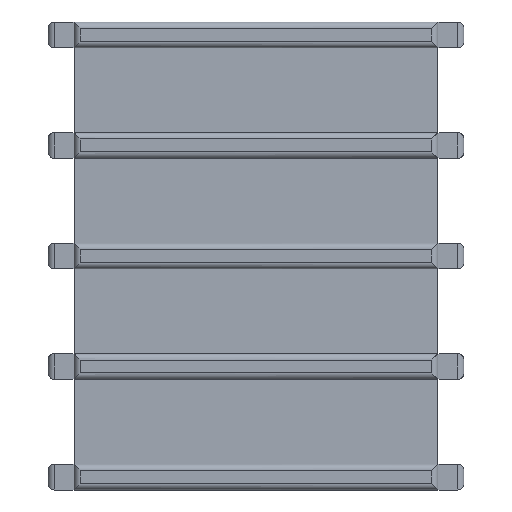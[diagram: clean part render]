
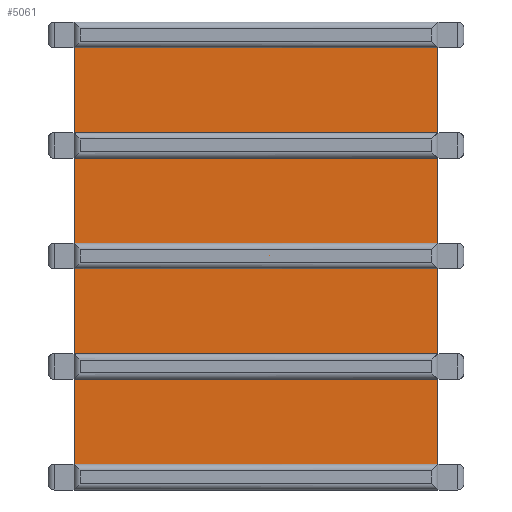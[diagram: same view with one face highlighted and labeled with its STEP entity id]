
A CAD part, left-side view. The second image highlights one B-rep face of the part: STEP entity #5061.
In plain terms, the highlighted planar face has unit normal (-1, 0, 0).
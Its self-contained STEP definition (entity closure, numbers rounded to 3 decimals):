
#483=FACE_OUTER_BOUND('',#819,.T.);
#819=EDGE_LOOP('',(#3447,#3448,#3449,#3450));
#1235=LINE('',#7544,#1759);
#1236=LINE('',#7546,#1760);
#1237=LINE('',#7548,#1761);
#1238=LINE('',#7549,#1762);
#1759=VECTOR('',#5982,10.);
#1760=VECTOR('',#5983,10.);
#1761=VECTOR('',#5984,10.);
#1762=VECTOR('',#5985,10.);
#2279=VERTEX_POINT('',#7542);
#2280=VERTEX_POINT('',#7543);
#2281=VERTEX_POINT('',#7545);
#2282=VERTEX_POINT('',#7547);
#2731=EDGE_CURVE('',#2279,#2280,#1235,.T.);
#2732=EDGE_CURVE('',#2280,#2281,#1236,.T.);
#2733=EDGE_CURVE('',#2282,#2281,#1237,.T.);
#2734=EDGE_CURVE('',#2279,#2282,#1238,.T.);
#3447=ORIENTED_EDGE('',*,*,#2731,.T.);
#3448=ORIENTED_EDGE('',*,*,#2732,.T.);
#3449=ORIENTED_EDGE('',*,*,#2733,.F.);
#3450=ORIENTED_EDGE('',*,*,#2734,.F.);
#4859=PLANE('',#5446);
#5061=ADVANCED_FACE('',(#483),#4859,.T.);
#5446=AXIS2_PLACEMENT_3D('',#7541,#5980,#5981);
#5980=DIRECTION('center_axis',(-1.,0.,0.));
#5981=DIRECTION('ref_axis',(0.,-1.,0.));
#5982=DIRECTION('',(0.,-1.,0.));
#5983=DIRECTION('',(0.,0.,1.));
#5984=DIRECTION('',(0.,-1.,0.));
#5985=DIRECTION('',(0.,0.,1.));
#7541=CARTESIAN_POINT('Origin',(-35.,35.,0.));
#7542=CARTESIAN_POINT('',(-35.,35.,0.));
#7543=CARTESIAN_POINT('',(-35.,-35.,0.));
#7544=CARTESIAN_POINT('',(-35.,35.,0.));
#7545=CARTESIAN_POINT('',(-35.,-35.,90.));
#7546=CARTESIAN_POINT('',(-35.,-35.,0.));
#7547=CARTESIAN_POINT('',(-35.,35.,90.));
#7548=CARTESIAN_POINT('',(-35.,35.,90.));
#7549=CARTESIAN_POINT('',(-35.,35.,0.));
